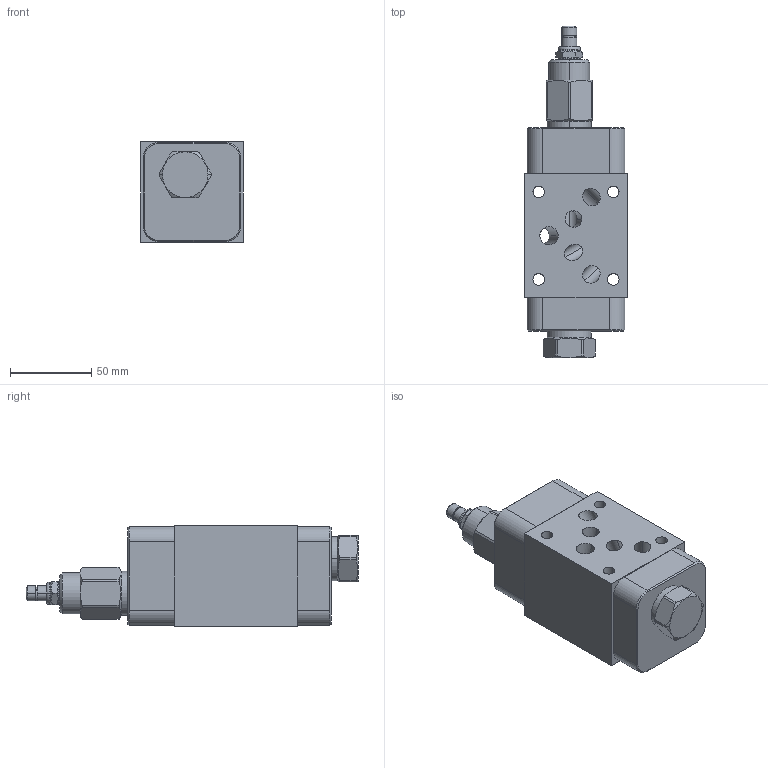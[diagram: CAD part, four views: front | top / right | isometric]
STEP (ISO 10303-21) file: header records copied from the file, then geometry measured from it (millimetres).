
FILE_DESCRIPTION((''),'2;1');
FILE_NAME('YCFMLANCA_ASM','2023-03-02T',('ProEService'),(''),'PRO/ENGINEER BY PARAMETRIC TECHNOLOGY CORPORATION, 2014200','PRO/ENGINEER BY PARAMETRIC TECHNOLOGY CORPORATION, 2014200','');
FILE_SCHEMA(('CONFIG_CONTROL_DESIGN'));
Length unit declared in the file: inch
Products named in the file (6): 151-505; RDFALAN; CXFAXCN; 500-001-014; 700-001; YCFMLANCA_ASM
Assembly tree (9 placements, depth 2):
  YCFMLANCA_ASM
    151-505
    RDFALAN
    CXFAXCN
    500-001-014  x5
    700-001
Bounding box: 63.5 x 204.83 x 61.93 mm (x, y, z)
Volume: 460099.5 mm3; surface area: 88579.7 mm2
Topology: 7 solids, 8 shells, 560 faces, 1632 edges, 1254 vertices
Faces by surface type: cylinder 233, plane 127, cone 115, torus 62, revolution 12, sphere 11
Entity records: 23201 total; most frequent: CARTESIAN_POINT 8368, DIRECTION 3172, ORIENTED_EDGE 2678, EDGE_CURVE 1339, AXIS2_PLACEMENT_3D 1202, VERTEX_POINT 827, VECTOR 756, LINE 756
